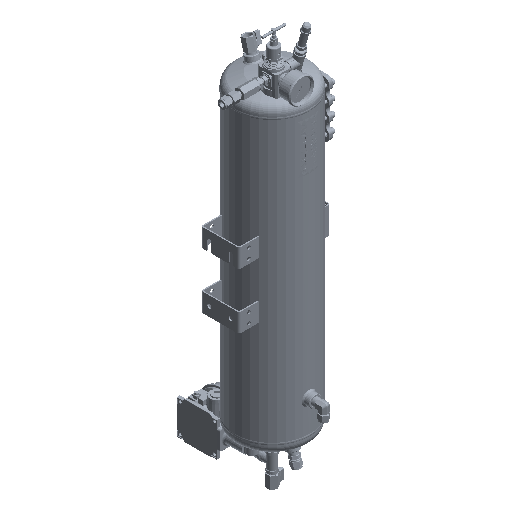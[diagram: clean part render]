
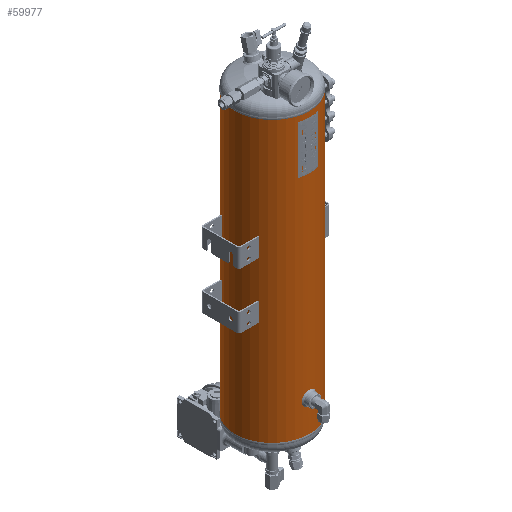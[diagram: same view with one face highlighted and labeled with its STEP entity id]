
A CAD part, isometric view. The second image highlights one B-rep face of the part: STEP entity #59977.
In plain terms, the highlighted cylindrical face has radius 100 mm (diameter 200 mm), a partial arc.
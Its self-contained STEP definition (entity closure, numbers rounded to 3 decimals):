
#3677=B_SPLINE_CURVE_WITH_KNOTS('',3,(#97943,#97944,#97945,#97946,#97947,
#97948,#97949,#97950,#97951,#97952,#97953),.UNSPECIFIED.,.T.,.F.,(1,1,1,
1,1,1,1,1,1,1,1,1,1,1,1),(-0.012,-0.008,-0.004,
0.,0.004,0.008,0.012,0.016,
0.02,0.023,0.027,0.031,
0.035,0.039,0.043),.UNSPECIFIED.);
#3678=B_SPLINE_CURVE_WITH_KNOTS('',3,(#97955,#97956,#97957,#97958,#97959,
#97960,#97961,#97962,#97963,#97964,#97965),.UNSPECIFIED.,.T.,.F.,(1,1,1,
1,1,1,1,1,1,1,1,1,1,1,1),(-0.012,-0.008,-0.004,
0.,0.004,0.008,0.012,0.016,
0.02,0.023,0.027,0.031,
0.035,0.039,0.043),.UNSPECIFIED.);
#3679=B_SPLINE_CURVE_WITH_KNOTS('',3,(#97967,#97968,#97969,#97970,#97971,
#97972,#97973,#97974,#97975,#97976,#97977,#97978,#97979,#97980,#97981,#97982,
#97983,#97984,#97985),.UNSPECIFIED.,.T.,.F.,(1,1,1,1,1,1,1,1,1,1,1,1,1,
1,1,1,1,1,1,1,1,1,1),(-0.018,-0.012,-0.006,
0.,0.006,0.012,0.018,
0.023,0.029,0.035,0.041,
0.047,0.053,0.059,0.065,
0.07,0.076,0.082,0.088,
0.094,0.1,0.106,0.112),
 .UNSPECIFIED.);
#6145=LINE('',#97987,#9874);
#6146=LINE('',#97992,#9875);
#9874=VECTOR('',#81277,1000.);
#9875=VECTOR('',#81280,1000.);
#13608=ORIENTED_EDGE('',*,*,#31756,.T.);
#13609=ORIENTED_EDGE('',*,*,#31757,.T.);
#13610=ORIENTED_EDGE('',*,*,#31758,.T.);
#13611=ORIENTED_EDGE('',*,*,#31759,.T.);
#13612=ORIENTED_EDGE('',*,*,#31760,.T.);
#13613=ORIENTED_EDGE('',*,*,#31761,.F.);
#13614=ORIENTED_EDGE('',*,*,#31762,.F.);
#31756=EDGE_CURVE('',#40830,#40830,#3677,.T.);
#31757=EDGE_CURVE('',#40831,#40831,#3678,.T.);
#31758=EDGE_CURVE('',#40832,#40832,#3679,.T.);
#31759=EDGE_CURVE('',#40833,#40834,#6145,.T.);
#31760=EDGE_CURVE('',#40834,#40835,#47003,.T.);
#31761=EDGE_CURVE('',#40836,#40835,#6146,.T.);
#31762=EDGE_CURVE('',#40833,#40836,#47004,.T.);
#40830=VERTEX_POINT('',#97954);
#40831=VERTEX_POINT('',#97966);
#40832=VERTEX_POINT('',#97986);
#40833=VERTEX_POINT('',#97988);
#40834=VERTEX_POINT('',#97989);
#40835=VERTEX_POINT('',#97991);
#40836=VERTEX_POINT('',#97993);
#47003=CIRCLE('',#74823,100.);
#47004=CIRCLE('',#74824,100.);
#49434=EDGE_LOOP('',(#13608));
#49435=EDGE_LOOP('',(#13609));
#49436=EDGE_LOOP('',(#13610));
#49437=EDGE_LOOP('',(#13611,#13612,#13613,#13614));
#54189=FACE_BOUND('',#49434,.T.);
#54190=FACE_BOUND('',#49435,.T.);
#54191=FACE_BOUND('',#49436,.T.);
#54192=FACE_BOUND('',#49437,.T.);
#58942=CYLINDRICAL_SURFACE('',#74822,100.);
#59977=ADVANCED_FACE('',(#54189,#54190,#54191,#54192),#58942,.T.);
#74822=AXIS2_PLACEMENT_3D('',#97942,#81275,#81276);
#74823=AXIS2_PLACEMENT_3D('',#97990,#81278,#81279);
#74824=AXIS2_PLACEMENT_3D('',#97994,#81281,#81282);
#81275=DIRECTION('',(0.,-1.,0.));
#81276=DIRECTION('',(0.,0.,-1.));
#81277=DIRECTION('',(0.,-1.,0.));
#81278=DIRECTION('',(0.,1.,0.));
#81279=DIRECTION('',(1.,0.,0.));
#81280=DIRECTION('',(0.,-1.,0.));
#81281=DIRECTION('',(0.,1.,0.));
#81282=DIRECTION('',(1.,0.,0.));
#97942=CARTESIAN_POINT('',(0.,750.,0.));
#97943=CARTESIAN_POINT('',(-3.915,48.922,-99.938));
#97944=CARTESIAN_POINT('',(-5.542,44.999,-99.844));
#97945=CARTESIAN_POINT('',(-3.916,41.082,-99.938));
#97946=CARTESIAN_POINT('',(-0.004,39.46,-100.031));
#97947=CARTESIAN_POINT('',(3.917,41.079,-99.938));
#97948=CARTESIAN_POINT('',(5.54,44.999,-99.844));
#97949=CARTESIAN_POINT('',(3.922,48.913,-99.937));
#97950=CARTESIAN_POINT('',(0.006,50.541,-100.031));
#97951=CARTESIAN_POINT('',(-3.915,48.922,-99.938));
#97952=CARTESIAN_POINT('',(-5.542,44.999,-99.844));
#97953=CARTESIAN_POINT('',(-3.916,41.082,-99.938));
#97954=CARTESIAN_POINT('',(-5.,45.,-99.875));
#97955=CARTESIAN_POINT('',(-3.915,158.922,-99.938));
#97956=CARTESIAN_POINT('',(-5.542,154.999,-99.844));
#97957=CARTESIAN_POINT('',(-3.916,151.082,-99.938));
#97958=CARTESIAN_POINT('',(-0.004,149.46,-100.031));
#97959=CARTESIAN_POINT('',(3.917,151.079,-99.938));
#97960=CARTESIAN_POINT('',(5.54,154.999,-99.844));
#97961=CARTESIAN_POINT('',(3.922,158.913,-99.937));
#97962=CARTESIAN_POINT('',(0.006,160.541,-100.031));
#97963=CARTESIAN_POINT('',(-3.915,158.922,-99.938));
#97964=CARTESIAN_POINT('',(-5.542,154.999,-99.844));
#97965=CARTESIAN_POINT('',(-3.916,151.082,-99.938));
#97966=CARTESIAN_POINT('',(-5.,155.,-99.875));
#97967=CARTESIAN_POINT('',(-98.994,672.42,14.208));
#97968=CARTESIAN_POINT('',(-98.806,666.495,15.395));
#97969=CARTESIAN_POINT('',(-98.993,660.6,14.214));
#97970=CARTESIAN_POINT('',(-99.436,655.617,10.88));
#97971=CARTESIAN_POINT('',(-99.878,652.286,5.9));
#97972=CARTESIAN_POINT('',(-100.061,651.109,0.009));
#97973=CARTESIAN_POINT('',(-99.879,652.279,-5.887));
#97974=CARTESIAN_POINT('',(-99.437,655.615,-10.879));
#97975=CARTESIAN_POINT('',(-98.992,660.601,-14.215));
#97976=CARTESIAN_POINT('',(-98.807,666.494,-15.391));
#97977=CARTESIAN_POINT('',(-98.992,672.387,-14.219));
#97978=CARTESIAN_POINT('',(-99.435,677.371,-10.892));
#97979=CARTESIAN_POINT('',(-99.877,680.709,-5.914));
#97980=CARTESIAN_POINT('',(-100.061,681.893,-0.013));
#97981=CARTESIAN_POINT('',(-99.878,680.72,5.889));
#97982=CARTESIAN_POINT('',(-99.437,677.387,10.874));
#97983=CARTESIAN_POINT('',(-98.994,672.42,14.208));
#97984=CARTESIAN_POINT('',(-98.806,666.495,15.395));
#97985=CARTESIAN_POINT('',(-98.993,660.6,14.214));
#97986=CARTESIAN_POINT('',(-98.869,666.5,15.));
#97987=CARTESIAN_POINT('',(0.254,801.561,100.));
#97988=CARTESIAN_POINT('',(0.254,750.,100.));
#97989=CARTESIAN_POINT('',(0.254,0.,100.));
#97990=CARTESIAN_POINT('',(0.,0.,0.));
#97991=CARTESIAN_POINT('',(-0.254,0.,100.));
#97992=CARTESIAN_POINT('',(-0.254,801.561,100.));
#97993=CARTESIAN_POINT('',(-0.254,750.,100.));
#97994=CARTESIAN_POINT('',(0.,750.,0.));
